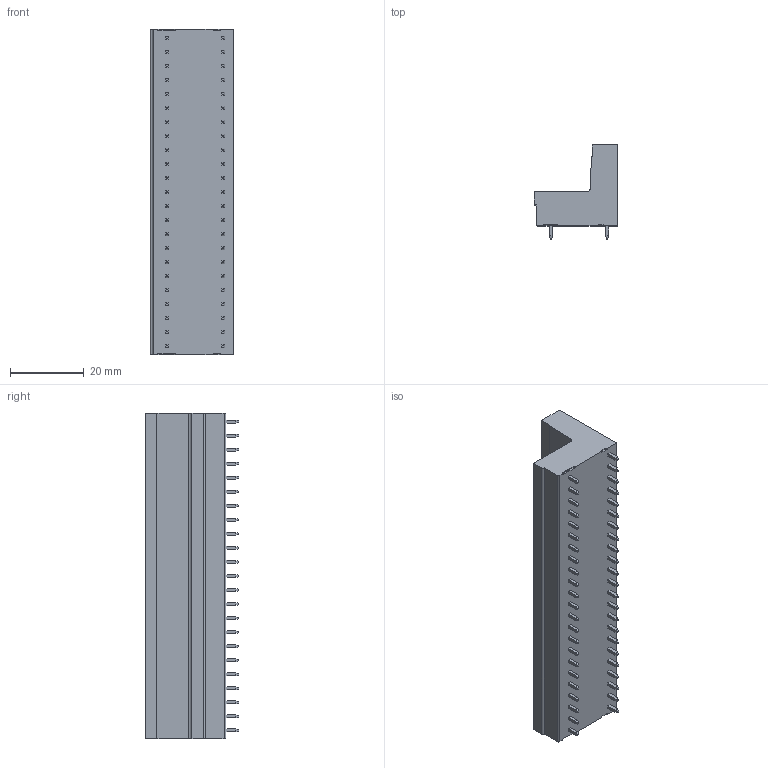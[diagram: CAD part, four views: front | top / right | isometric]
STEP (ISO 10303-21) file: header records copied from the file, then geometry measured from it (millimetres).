
FILE_DESCRIPTION((''),'2;1');
FILE_NAME('TLPHDC-105V-1','2024-09-19T16:15:59',('sheji109'),(''),'CREO PARAMETRIC BY PTC INC, 2018100','CREO PARAMETRIC BY PTC INC, 2018100','');
FILE_SCHEMA(('CONFIG_CONTROL_DESIGN'));
Products named in the file (1): TLPHDC-105V-1
Bounding box: 22.7 x 25.4 x 88.42 mm (x, y, z)
Volume: 20583.1 mm3; surface area: 20909.4 mm2
Topology: 1 solids, 23 shells, 3074 faces, 7925 edges, 5059 vertices
Faces by surface type: plane 2795, cylinder 210, cone 46, sphere 23
Entity records: 91628 total; most frequent: CARTESIAN_POINT 16820, ORIENTED_EDGE 15804, DIRECTION 14498, EDGE_CURVE 7902, VECTOR 7092, LINE 7092, VERTEX_POINT 5059, AXIS2_PLACEMENT_3D 3703
